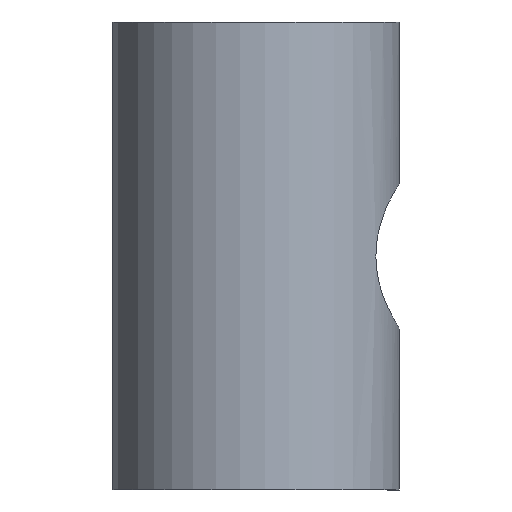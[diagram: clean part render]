
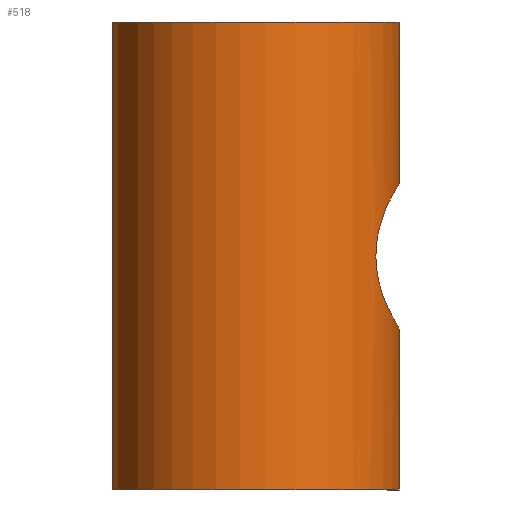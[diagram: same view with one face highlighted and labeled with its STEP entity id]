
A CAD part, left-side view. The second image highlights one B-rep face of the part: STEP entity #518.
In plain terms, the highlighted cylindrical face has radius 2.45 mm (diameter 4.9 mm), a partial arc.
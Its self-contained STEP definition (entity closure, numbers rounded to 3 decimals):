
#65=AXIS2_PLACEMENT_3D('Circle Axis2P3D',#63,#64,$) ;
#495=AXIS2_PLACEMENT_3D('Cylinder Axis2P3D',#492,#493,#494) ;
#499=AXIS2_PLACEMENT_3D('Circle Axis2P3D',#497,#498,$) ;
#60=CARTESIAN_POINT('Vertex',(2.524,0.001,0.)) ;
#63=CARTESIAN_POINT('Axis2P3D Location',(2.45,2.45,0.)) ;
#67=CARTESIAN_POINT('Vertex',(2.227,4.89,0.)) ;
#261=CARTESIAN_POINT('Vertex',(1.109,0.4,4.)) ;
#267=CARTESIAN_POINT('Vertex',(2.524,0.001,5.25)) ;
#271=CARTESIAN_POINT('Control Point',(1.109,0.4,4.)) ;
#272=CARTESIAN_POINT('Control Point',(1.109,0.4,4.368)) ;
#273=CARTESIAN_POINT('Control Point',(1.246,0.32,4.732)) ;
#274=CARTESIAN_POINT('Control Point',(1.506,0.11,5.067)) ;
#275=CARTESIAN_POINT('Control Point',(2.021,-0.014,5.25)) ;
#276=CARTESIAN_POINT('Control Point',(2.524,0.001,5.25)) ;
#325=CARTESIAN_POINT('Vertex',(2.524,0.001,2.75)) ;
#329=CARTESIAN_POINT('Control Point',(2.524,0.001,2.75)) ;
#330=CARTESIAN_POINT('Control Point',(2.021,-0.014,2.75)) ;
#331=CARTESIAN_POINT('Control Point',(1.507,0.11,2.933)) ;
#332=CARTESIAN_POINT('Control Point',(1.245,0.32,3.267)) ;
#333=CARTESIAN_POINT('Control Point',(1.109,0.4,3.632)) ;
#334=CARTESIAN_POINT('Control Point',(1.109,0.4,4.)) ;
#469=CARTESIAN_POINT('Vertex',(2.524,0.001,8.)) ;
#472=CARTESIAN_POINT('Line Origine',(2.524,0.001,4.)) ;
#477=CARTESIAN_POINT('Line Origine',(2.524,0.001,4.)) ;
#492=CARTESIAN_POINT('Axis2P3D Location',(2.45,2.45,4.)) ;
#497=CARTESIAN_POINT('Axis2P3D Location',(2.45,2.45,8.)) ;
#501=CARTESIAN_POINT('Vertex',(2.227,4.89,8.)) ;
#504=CARTESIAN_POINT('Line Origine',(2.227,4.89,4.)) ;
#64=DIRECTION('Axis2P3D Direction',(0.,0.,1.)) ;
#473=DIRECTION('Vector Direction',(0.,0.,-1.)) ;
#478=DIRECTION('Vector Direction',(0.,0.,-1.)) ;
#493=DIRECTION('Axis2P3D Direction',(0.,0.,-1.)) ;
#494=DIRECTION('Axis2P3D XDirection',(0.998,0.061,0.)) ;
#498=DIRECTION('Axis2P3D Direction',(0.,0.,-1.)) ;
#505=DIRECTION('Vector Direction',(0.,0.,-1.)) ;
#474=VECTOR('Line Direction',#473,1.) ;
#479=VECTOR('Line Direction',#478,1.) ;
#506=VECTOR('Line Direction',#505,1.) ;
#510=ORIENTED_EDGE('',*,*,#503,.T.) ;
#511=ORIENTED_EDGE('',*,*,#508,.F.) ;
#512=ORIENTED_EDGE('',*,*,#69,.F.) ;
#513=ORIENTED_EDGE('',*,*,#481,.T.) ;
#514=ORIENTED_EDGE('',*,*,#335,.T.) ;
#515=ORIENTED_EDGE('',*,*,#277,.T.) ;
#516=ORIENTED_EDGE('',*,*,#476,.T.) ;
#518=ADVANCED_FACE('K\X2\00F6\X0\rper.3',(#517),#496,.T.) ;
#270=B_SPLINE_CURVE_WITH_KNOTS('',5,(#271,#272,#273,#274,#275,#276),.UNSPECIFIED.,.F.,.U.,(6,6),(0.,3.191),.UNSPECIFIED.) ;
#328=B_SPLINE_CURVE_WITH_KNOTS('',5,(#329,#330,#331,#332,#333,#334),.UNSPECIFIED.,.F.,.U.,(6,6),(0.,3.191),.UNSPECIFIED.) ;
#66=CIRCLE('generated circle',#65,2.45) ;
#500=CIRCLE('generated circle',#499,2.45) ;
#496=CYLINDRICAL_SURFACE('generated cylinder',#495,2.45) ;
#69=EDGE_CURVE('',#61,#68,#66,.F.) ;
#277=EDGE_CURVE('',#262,#268,#270,.T.) ;
#335=EDGE_CURVE('',#326,#262,#328,.T.) ;
#476=EDGE_CURVE('',#268,#470,#475,.F.) ;
#481=EDGE_CURVE('',#61,#326,#480,.F.) ;
#503=EDGE_CURVE('',#470,#502,#500,.T.) ;
#508=EDGE_CURVE('',#68,#502,#507,.F.) ;
#509=EDGE_LOOP('',(#510,#511,#512,#513,#514,#515,#516)) ;
#517=FACE_OUTER_BOUND('',#509,.T.) ;
#475=LINE('Line',#472,#474) ;
#480=LINE('Line',#477,#479) ;
#507=LINE('Line',#504,#506) ;
#61=VERTEX_POINT('',#60) ;
#68=VERTEX_POINT('',#67) ;
#262=VERTEX_POINT('',#261) ;
#268=VERTEX_POINT('',#267) ;
#326=VERTEX_POINT('',#325) ;
#470=VERTEX_POINT('',#469) ;
#502=VERTEX_POINT('',#501) ;
